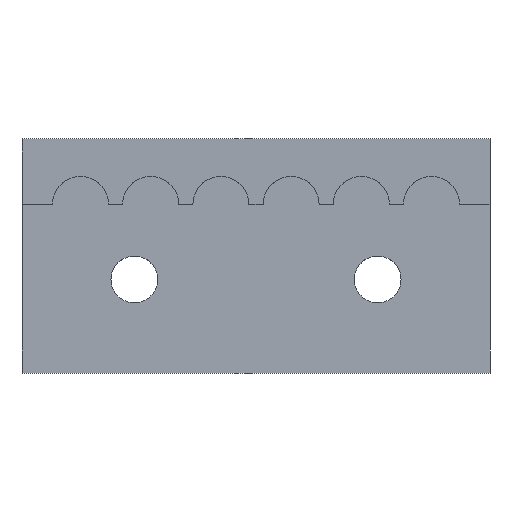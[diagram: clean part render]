
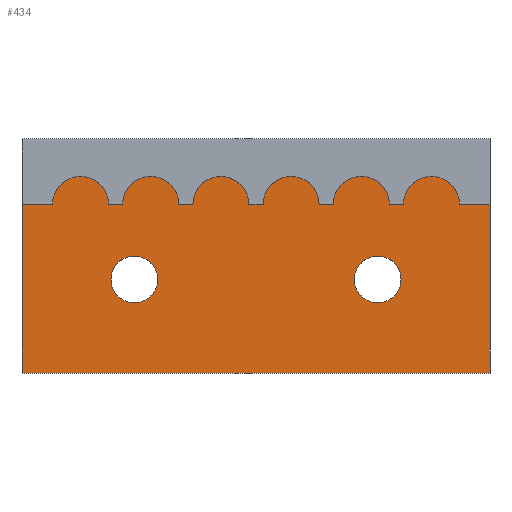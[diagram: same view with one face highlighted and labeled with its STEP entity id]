
A CAD part, top view. The second image highlights one B-rep face of the part: STEP entity #434.
In plain terms, the highlighted planar face has unit normal (0, 0, 1).
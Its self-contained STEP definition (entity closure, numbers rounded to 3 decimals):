
#17=FACE_BOUND('',#89,.T.);
#18=FACE_BOUND('',#90,.T.);
#19=CIRCLE('',#451,3.);
#21=CIRCLE('',#455,3.);
#23=CIRCLE('',#459,3.);
#25=CIRCLE('',#463,3.);
#27=CIRCLE('',#467,3.);
#29=CIRCLE('',#471,3.);
#33=CIRCLE('',#481,2.5);
#34=CIRCLE('',#483,2.5);
#64=FACE_OUTER_BOUND('',#88,.T.);
#88=EDGE_LOOP('',(#381,#382,#383,#384,#385,#386,#387,#388,#389,#390,#391,
#392,#393,#394,#395,#396));
#89=EDGE_LOOP('',(#397));
#90=EDGE_LOOP('',(#398));
#91=LINE('',#613,#135);
#96=LINE('',#627,#140);
#100=LINE('',#639,#144);
#104=LINE('',#651,#148);
#108=LINE('',#663,#152);
#112=LINE('',#675,#156);
#116=LINE('',#687,#160);
#124=LINE('',#703,#168);
#129=LINE('',#717,#173);
#134=LINE('',#730,#178);
#135=VECTOR('',#491,10.);
#140=VECTOR('',#504,10.);
#144=VECTOR('',#516,10.);
#148=VECTOR('',#528,10.);
#152=VECTOR('',#540,10.);
#156=VECTOR('',#552,10.);
#160=VECTOR('',#564,10.);
#168=VECTOR('',#576,10.);
#173=VECTOR('',#589,10.);
#178=VECTOR('',#606,10.);
#179=VERTEX_POINT('',#611);
#180=VERTEX_POINT('',#612);
#183=VERTEX_POINT('',#620);
#185=VERTEX_POINT('',#626);
#187=VERTEX_POINT('',#632);
#189=VERTEX_POINT('',#638);
#191=VERTEX_POINT('',#644);
#193=VERTEX_POINT('',#650);
#195=VERTEX_POINT('',#656);
#197=VERTEX_POINT('',#662);
#199=VERTEX_POINT('',#668);
#201=VERTEX_POINT('',#674);
#203=VERTEX_POINT('',#680);
#205=VERTEX_POINT('',#686);
#211=VERTEX_POINT('',#701);
#216=VERTEX_POINT('',#716);
#217=VERTEX_POINT('',#721);
#218=VERTEX_POINT('',#725);
#219=EDGE_CURVE('',#179,#180,#91,.T.);
#223=EDGE_CURVE('',#183,#179,#19,.T.);
#226=EDGE_CURVE('',#185,#183,#96,.T.);
#229=EDGE_CURVE('',#187,#185,#21,.T.);
#232=EDGE_CURVE('',#189,#187,#100,.T.);
#235=EDGE_CURVE('',#191,#189,#23,.T.);
#238=EDGE_CURVE('',#193,#191,#104,.T.);
#241=EDGE_CURVE('',#180,#195,#25,.T.);
#244=EDGE_CURVE('',#195,#197,#108,.T.);
#247=EDGE_CURVE('',#197,#199,#27,.T.);
#250=EDGE_CURVE('',#199,#201,#112,.T.);
#253=EDGE_CURVE('',#201,#203,#29,.T.);
#256=EDGE_CURVE('',#203,#205,#116,.T.);
#264=EDGE_CURVE('',#205,#211,#124,.T.);
#271=EDGE_CURVE('',#216,#193,#129,.T.);
#274=EDGE_CURVE('',#217,#217,#33,.T.);
#276=EDGE_CURVE('',#218,#218,#34,.T.);
#278=EDGE_CURVE('',#211,#216,#134,.T.);
#381=ORIENTED_EDGE('',*,*,#256,.T.);
#382=ORIENTED_EDGE('',*,*,#264,.T.);
#383=ORIENTED_EDGE('',*,*,#278,.T.);
#384=ORIENTED_EDGE('',*,*,#271,.T.);
#385=ORIENTED_EDGE('',*,*,#238,.T.);
#386=ORIENTED_EDGE('',*,*,#235,.T.);
#387=ORIENTED_EDGE('',*,*,#232,.T.);
#388=ORIENTED_EDGE('',*,*,#229,.T.);
#389=ORIENTED_EDGE('',*,*,#226,.T.);
#390=ORIENTED_EDGE('',*,*,#223,.T.);
#391=ORIENTED_EDGE('',*,*,#219,.T.);
#392=ORIENTED_EDGE('',*,*,#241,.T.);
#393=ORIENTED_EDGE('',*,*,#244,.T.);
#394=ORIENTED_EDGE('',*,*,#247,.T.);
#395=ORIENTED_EDGE('',*,*,#250,.T.);
#396=ORIENTED_EDGE('',*,*,#253,.T.);
#397=ORIENTED_EDGE('',*,*,#276,.T.);
#398=ORIENTED_EDGE('',*,*,#274,.T.);
#412=PLANE('',#486);
#434=ADVANCED_FACE('',(#64,#17,#18),#412,.T.);
#451=AXIS2_PLACEMENT_3D('',#621,#497,#498);
#455=AXIS2_PLACEMENT_3D('',#633,#509,#510);
#459=AXIS2_PLACEMENT_3D('',#645,#521,#522);
#463=AXIS2_PLACEMENT_3D('',#657,#533,#534);
#467=AXIS2_PLACEMENT_3D('',#669,#545,#546);
#471=AXIS2_PLACEMENT_3D('',#681,#557,#558);
#481=AXIS2_PLACEMENT_3D('',#722,#594,#595);
#483=AXIS2_PLACEMENT_3D('',#726,#599,#600);
#486=AXIS2_PLACEMENT_3D('',#731,#607,#608);
#491=DIRECTION('',(-1.,0.,0.));
#497=DIRECTION('center_axis',(0.,0.,1.));
#498=DIRECTION('ref_axis',(1.,0.,0.));
#504=DIRECTION('',(-1.,0.,0.));
#509=DIRECTION('center_axis',(0.,0.,1.));
#510=DIRECTION('ref_axis',(1.,0.,0.));
#516=DIRECTION('',(-1.,0.,0.));
#521=DIRECTION('center_axis',(0.,0.,1.));
#522=DIRECTION('ref_axis',(1.,0.,0.));
#528=DIRECTION('',(-1.,0.,0.));
#533=DIRECTION('center_axis',(0.,0.,1.));
#534=DIRECTION('ref_axis',(1.,0.,0.));
#540=DIRECTION('',(-1.,0.,0.));
#545=DIRECTION('center_axis',(0.,0.,1.));
#546=DIRECTION('ref_axis',(1.,0.,0.));
#552=DIRECTION('',(-1.,0.,0.));
#557=DIRECTION('center_axis',(0.,0.,1.));
#558=DIRECTION('ref_axis',(1.,0.,0.));
#564=DIRECTION('',(-1.,0.,0.));
#576=DIRECTION('',(0.,-1.,0.));
#589=DIRECTION('',(0.,1.,0.));
#594=DIRECTION('center_axis',(0.,0.,-1.));
#595=DIRECTION('ref_axis',(1.,0.,0.));
#599=DIRECTION('center_axis',(0.,0.,-1.));
#600=DIRECTION('ref_axis',(1.,0.,0.));
#606=DIRECTION('',(1.,0.,0.));
#607=DIRECTION('center_axis',(0.,0.,1.));
#608=DIRECTION('ref_axis',(1.,0.,0.));
#611=CARTESIAN_POINT('',(25.75,18.,2.));
#612=CARTESIAN_POINT('',(24.25,18.,2.));
#613=CARTESIAN_POINT('',(24.625,18.,2.));
#620=CARTESIAN_POINT('',(31.75,18.,2.));
#621=CARTESIAN_POINT('Origin',(28.75,18.,2.));
#626=CARTESIAN_POINT('',(33.25,18.,2.));
#627=CARTESIAN_POINT('',(28.375,18.,2.));
#632=CARTESIAN_POINT('',(39.25,18.,2.));
#633=CARTESIAN_POINT('Origin',(36.25,18.,2.));
#638=CARTESIAN_POINT('',(40.75,18.,2.));
#639=CARTESIAN_POINT('',(32.125,18.,2.));
#644=CARTESIAN_POINT('',(46.75,18.,2.));
#645=CARTESIAN_POINT('Origin',(43.75,18.,2.));
#650=CARTESIAN_POINT('',(50.,18.,2.));
#651=CARTESIAN_POINT('',(35.875,18.,2.));
#656=CARTESIAN_POINT('',(18.25,18.,2.));
#657=CARTESIAN_POINT('Origin',(21.25,18.,2.));
#662=CARTESIAN_POINT('',(16.75,18.,2.));
#663=CARTESIAN_POINT('',(20.875,18.,2.));
#668=CARTESIAN_POINT('',(10.75,18.,2.));
#669=CARTESIAN_POINT('Origin',(13.75,18.,2.));
#674=CARTESIAN_POINT('',(9.25,18.,2.));
#675=CARTESIAN_POINT('',(17.125,18.,2.));
#680=CARTESIAN_POINT('',(3.25,18.,2.));
#681=CARTESIAN_POINT('Origin',(6.25,18.,2.));
#686=CARTESIAN_POINT('',(0.,18.,2.));
#687=CARTESIAN_POINT('',(12.5,18.,2.));
#701=CARTESIAN_POINT('',(0.,0.,2.));
#703=CARTESIAN_POINT('',(0.,18.,2.));
#716=CARTESIAN_POINT('',(50.,0.,2.));
#717=CARTESIAN_POINT('',(50.,0.,2.));
#721=CARTESIAN_POINT('',(9.5,10.,2.));
#722=CARTESIAN_POINT('Origin',(12.,10.,2.));
#725=CARTESIAN_POINT('',(35.5,10.,2.));
#726=CARTESIAN_POINT('Origin',(38.,10.,2.));
#730=CARTESIAN_POINT('',(0.,0.,2.));
#731=CARTESIAN_POINT('Origin',(25.,12.5,2.));
